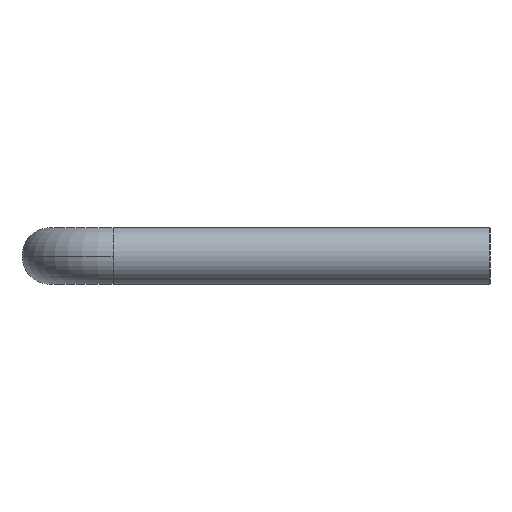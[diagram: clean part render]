
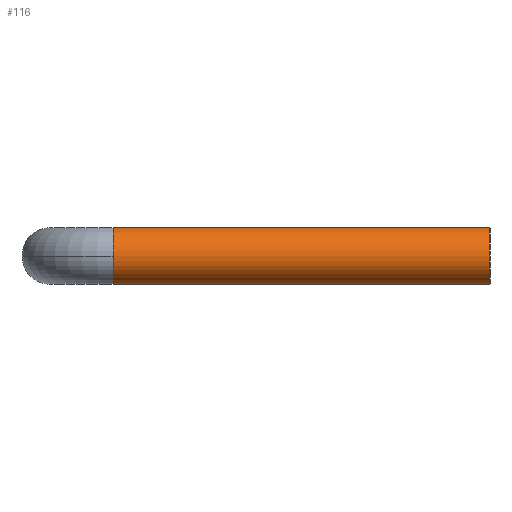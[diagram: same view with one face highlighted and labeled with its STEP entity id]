
A CAD part, left-side view. The second image highlights one B-rep face of the part: STEP entity #116.
In plain terms, the highlighted cylindrical face has radius 0.45 mm (diameter 0.9 mm), a partial arc.
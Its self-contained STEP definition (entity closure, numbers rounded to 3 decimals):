
#1 = DIRECTION ( 'NONE',  ( 0., 1., 0. ) ) ;
#8 = DIRECTION ( 'NONE',  ( 0., 0., -1. ) ) ;
#12 = VECTOR ( 'NONE', #323, 1000. ) ;
#22 = ORIENTED_EDGE ( 'NONE', *, *, #218, .T. ) ;
#29 = CARTESIAN_POINT ( 'NONE',  ( 0., 0., 0. ) ) ;
#30 = DIRECTION ( 'NONE',  ( 0., -1., 0. ) ) ;
#31 = CARTESIAN_POINT ( 'NONE',  ( 0., 0., -0.45 ) ) ;
#39 = VERTEX_POINT ( 'NONE', #296 ) ;
#56 = DIRECTION ( 'NONE',  ( 0., -1., 0. ) ) ;
#61 = CARTESIAN_POINT ( 'NONE',  ( 0., 6., 0. ) ) ;
#66 = CIRCLE ( 'NONE', #353, 0.45 ) ;
#95 = AXIS2_PLACEMENT_3D ( 'NONE', #61, #30, #8 ) ;
#99 = EDGE_CURVE ( 'NONE', #39, #225, #238, .T. ) ;
#106 = CARTESIAN_POINT ( 'NONE',  ( 0., 0., 0. ) ) ;
#113 = ORIENTED_EDGE ( 'NONE', *, *, #351, .F. ) ;
#116 = ADVANCED_FACE ( 'NONE', ( #157 ), #241, .T. ) ;
#118 = LINE ( 'NONE', #134, #142 ) ;
#134 = CARTESIAN_POINT ( 'NONE',  ( 0., 0., -0.45 ) ) ;
#142 = VECTOR ( 'NONE', #249, 1000. ) ;
#146 = ORIENTED_EDGE ( 'NONE', *, *, #99, .T. ) ;
#148 = ORIENTED_EDGE ( 'NONE', *, *, #186, .F. ) ;
#149 = EDGE_LOOP ( 'NONE', ( #113, #148, #146, #22 ) ) ;
#157 = FACE_OUTER_BOUND ( 'NONE', #149, .T. ) ;
#176 = VERTEX_POINT ( 'NONE', #190 ) ;
#186 = EDGE_CURVE ( 'NONE', #39, #334, #66, .T. ) ;
#190 = CARTESIAN_POINT ( 'NONE',  ( 0., 6., -0.45 ) ) ;
#213 = CARTESIAN_POINT ( 'NONE',  ( 0., 0., 0.45 ) ) ;
#218 = EDGE_CURVE ( 'NONE', #225, #176, #220, .T. ) ;
#220 = CIRCLE ( 'NONE', #95, 0.45 ) ;
#225 = VERTEX_POINT ( 'NONE', #331 ) ;
#238 = LINE ( 'NONE', #213, #12 ) ;
#241 = CYLINDRICAL_SURFACE ( 'NONE', #298, 0.45 ) ;
#244 = DIRECTION ( 'NONE',  ( 0., 0., -1. ) ) ;
#249 = DIRECTION ( 'NONE',  ( 0., 1., 0. ) ) ;
#291 = DIRECTION ( 'NONE',  ( 0., 0., 1. ) ) ;
#296 = CARTESIAN_POINT ( 'NONE',  ( 0., 0., 0.45 ) ) ;
#298 = AXIS2_PLACEMENT_3D ( 'NONE', #106, #1, #291 ) ;
#323 = DIRECTION ( 'NONE',  ( 0., 1., 0. ) ) ;
#331 = CARTESIAN_POINT ( 'NONE',  ( 0., 6., 0.45 ) ) ;
#334 = VERTEX_POINT ( 'NONE', #31 ) ;
#351 = EDGE_CURVE ( 'NONE', #334, #176, #118, .T. ) ;
#353 = AXIS2_PLACEMENT_3D ( 'NONE', #29, #56, #244 ) ;
